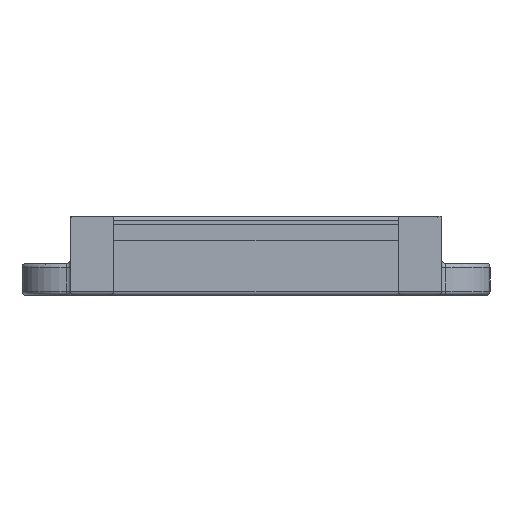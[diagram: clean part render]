
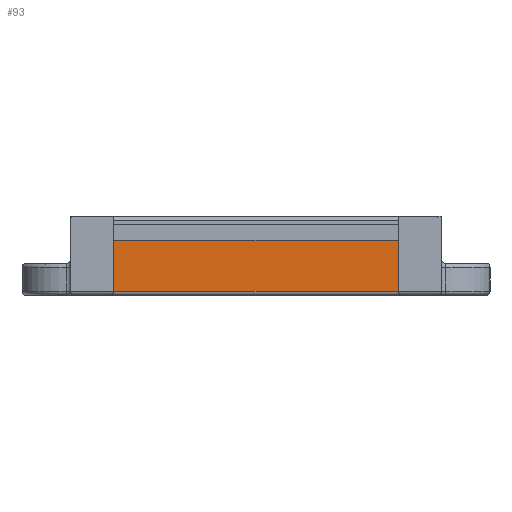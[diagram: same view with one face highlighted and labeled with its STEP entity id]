
A CAD part, top view. The second image highlights one B-rep face of the part: STEP entity #93.
In plain terms, the highlighted planar face has unit normal (0, 0, 1).
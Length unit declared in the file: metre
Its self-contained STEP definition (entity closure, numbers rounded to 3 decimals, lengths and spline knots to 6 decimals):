
#93 = ADVANCED_FACE( '', ( #351 ), #352, .T. );
#351 = FACE_OUTER_BOUND( '', #943, .T. );
#352 = PLANE( '', #944 );
#943 = EDGE_LOOP( '', ( #2733, #2734, #2735, #2736 ) );
#944 = AXIS2_PLACEMENT_3D( '', #2737, #2738, #2739 );
#2733 = ORIENTED_EDGE( '', *, *, #4147, .T. );
#2734 = ORIENTED_EDGE( '', *, *, #4051, .T. );
#2735 = ORIENTED_EDGE( '', *, *, #4148, .F. );
#2736 = ORIENTED_EDGE( '', *, *, #4149, .T. );
#2737 = CARTESIAN_POINT( '', ( 0., 0.002, 0.029 ) );
#2738 = DIRECTION( '', ( 0., 0., 1. ) );
#2739 = DIRECTION( '', ( 1., 0., 0. ) );
#4051 = EDGE_CURVE( '', #4582, #4603, #4605, .F. );
#4147 = EDGE_CURVE( '', #4759, #4582, #4760, .T. );
#4148 = EDGE_CURVE( '', #4761, #4603, #4762, .T. );
#4149 = EDGE_CURVE( '', #4761, #4759, #4763, .T. );
#4582 = VERTEX_POINT( '', #5530 );
#4603 = VERTEX_POINT( '', #5559 );
#4605 = LINE( '', #5561, #5562 );
#4759 = VERTEX_POINT( '', #6046 );
#4760 = LINE( '', #6047, #6048 );
#4761 = VERTEX_POINT( '', #6049 );
#4762 = LINE( '', #6050, #6051 );
#4763 = LINE( '', #6052, #6053 );
#5530 = CARTESIAN_POINT( '', ( -0.036, 0.001, 0.029 ) );
#5559 = CARTESIAN_POINT( '', ( 0.036, 0.001, 0.029 ) );
#5561 = CARTESIAN_POINT( '', ( 0., 0.001, 0.029 ) );
#5562 = VECTOR( '', #7264, 1. );
#6046 = CARTESIAN_POINT( '', ( -0.036, 0.014, 0.029 ) );
#6047 = CARTESIAN_POINT( '', ( -0.036, 0.002, 0.029 ) );
#6048 = VECTOR( '', #7449, 1. );
#6049 = CARTESIAN_POINT( '', ( 0.036, 0.014, 0.029 ) );
#6050 = CARTESIAN_POINT( '', ( 0.036, 0.002, 0.029 ) );
#6051 = VECTOR( '', #7450, 1. );
#6052 = CARTESIAN_POINT( '', ( 0., 0.014, 0.029 ) );
#6053 = VECTOR( '', #7451, 1. );
#7264 = DIRECTION( '', ( -1., 0., 0. ) );
#7449 = DIRECTION( '', ( 0., -1., 0. ) );
#7450 = DIRECTION( '', ( 0., -1., 0. ) );
#7451 = DIRECTION( '', ( -1., 0., 0. ) );
